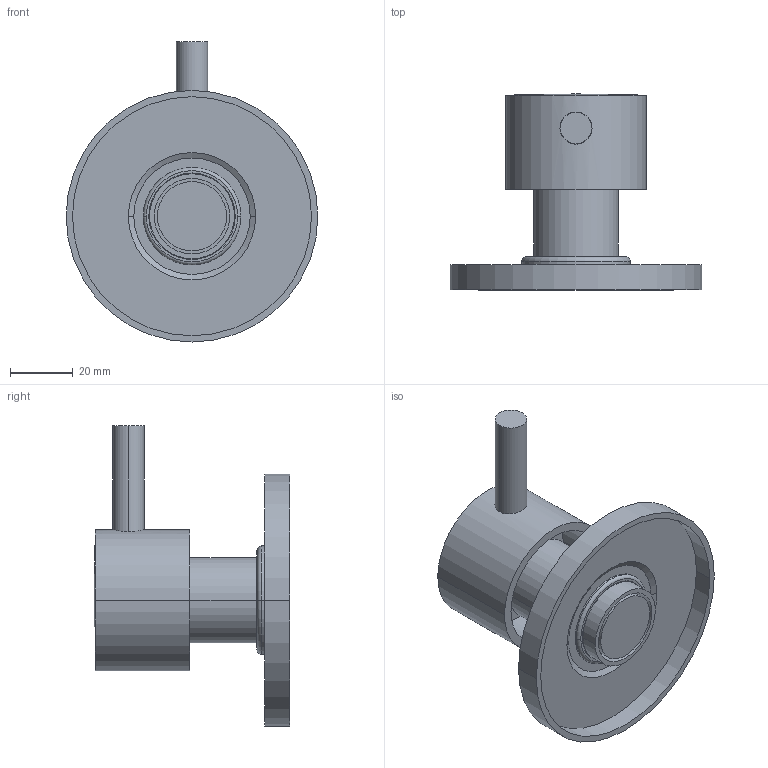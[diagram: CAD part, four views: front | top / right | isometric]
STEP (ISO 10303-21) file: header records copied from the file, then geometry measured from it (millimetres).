
FILE_DESCRIPTION((''),'2;1');
FILE_NAME('ZDEV079CR','2021-11-23T11:11:33',('ut3'),('PAFFONI SpA'),'CREO PARAMETRIC BY PTC INC, 2020044','CREO PARAMETRIC BY PTC INC, 2020044','');
FILE_SCHEMA(('CONFIG_CONTROL_DESIGN','SHAPE_APPEARANCE_LAYERS_GROUPS'));
Length unit declared in the file: millimetre
Products named in the file (1): ZDEV079CR
Bounding box: 80 x 62.29 x 95.4 mm (x, y, z)
Volume: 61586.9 mm3; surface area: 32538 mm2
Topology: 1 solids, 1 shells, 320 faces, 877 edges, 518 vertices
Faces by surface type: plane 180, cone 78, cylinder 50, torus 12
Entity records: 12772 total; most frequent: CARTESIAN_POINT 2608, ORIENTED_EDGE 1738, DIRECTION 1533, EDGE_CURVE 869, AXIS2_PLACEMENT_3D 572, VERTEX_POINT 518, VECTOR 389, LINE 389
